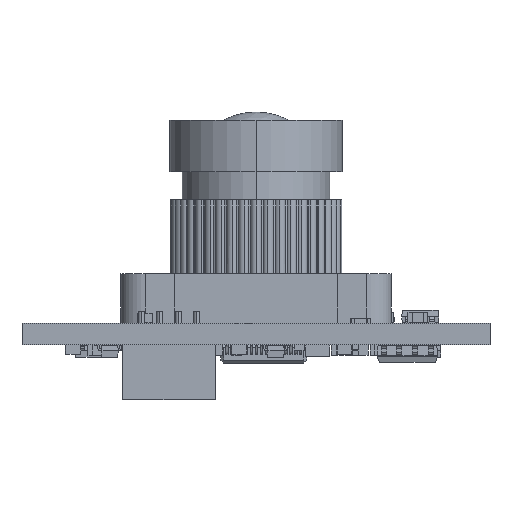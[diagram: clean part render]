
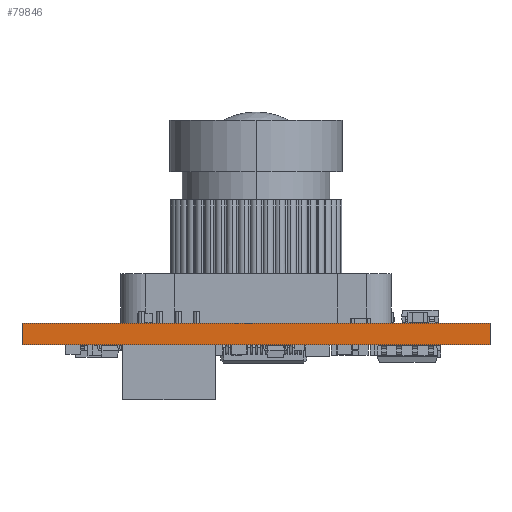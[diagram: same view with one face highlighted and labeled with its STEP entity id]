
A CAD part, front view. The second image highlights one B-rep face of the part: STEP entity #79846.
In plain terms, the highlighted planar face has unit normal (0, -1, 0).
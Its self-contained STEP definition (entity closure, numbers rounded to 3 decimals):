
#2166 = VERTEX_POINT ( 'NONE', #93894 ) ;
#17357 = DIRECTION ( 'NONE',  ( 0., 0., 1. ) ) ;
#28064 = LINE ( 'NONE', #167149, #301867 ) ;
#28937 = FACE_OUTER_BOUND ( 'NONE', #114037, .T. ) ;
#31248 = AXIS2_PLACEMENT_3D ( 'NONE', #226106, #83593, #284343 ) ;
#45572 = ORIENTED_EDGE ( 'NONE', *, *, #285309, .F. ) ;
#53502 = PLANE ( 'NONE',  #31248 ) ;
#64379 = VECTOR ( 'NONE', #17357, 1000. ) ;
#77538 = CARTESIAN_POINT ( 'NONE',  ( 19., -19., -1.742 ) ) ;
#79846 = ADVANCED_FACE ( 'NONE', ( #28937 ), #53502, .T. ) ;
#83593 = DIRECTION ( 'NONE',  ( 0., -1., 0. ) ) ;
#93894 = CARTESIAN_POINT ( 'NONE',  ( 19., -19., -1.742 ) ) ;
#102247 = VERTEX_POINT ( 'NONE', #333042 ) ;
#105747 = VECTOR ( 'NONE', #345651, 1000. ) ;
#111147 = LINE ( 'NONE', #197416, #105747 ) ;
#114037 = EDGE_LOOP ( 'NONE', ( #368718, #266111, #45572, #181287 ) ) ;
#119811 = LINE ( 'NONE', #324360, #355636 ) ;
#130477 = EDGE_CURVE ( 'NONE', #2166, #102247, #165717, .T. ) ;
#142659 = DIRECTION ( 'NONE',  ( 0., 0., 1. ) ) ;
#149796 = DIRECTION ( 'NONE',  ( -1., 0., 0. ) ) ;
#165717 = LINE ( 'NONE', #77538, #64379 ) ;
#167149 = CARTESIAN_POINT ( 'NONE',  ( -19., -19., -1.742 ) ) ;
#181287 = ORIENTED_EDGE ( 'NONE', *, *, #325947, .F. ) ;
#187271 = EDGE_CURVE ( 'NONE', #102247, #263087, #119811, .T. ) ;
#192222 = CARTESIAN_POINT ( 'NONE',  ( -19., -19., 0. ) ) ;
#197416 = CARTESIAN_POINT ( 'NONE',  ( 19., -19., -1.742 ) ) ;
#226106 = CARTESIAN_POINT ( 'NONE',  ( 19., -19., -1.742 ) ) ;
#263087 = VERTEX_POINT ( 'NONE', #192222 ) ;
#266111 = ORIENTED_EDGE ( 'NONE', *, *, #187271, .T. ) ;
#284343 = DIRECTION ( 'NONE',  ( 0., 0., -1. ) ) ;
#285309 = EDGE_CURVE ( 'NONE', #363131, #263087, #28064, .T. ) ;
#301867 = VECTOR ( 'NONE', #142659, 1000. ) ;
#324360 = CARTESIAN_POINT ( 'NONE',  ( 19., -19., 0. ) ) ;
#325947 = EDGE_CURVE ( 'NONE', #2166, #363131, #111147, .T. ) ;
#333042 = CARTESIAN_POINT ( 'NONE',  ( 19., -19., 0. ) ) ;
#345651 = DIRECTION ( 'NONE',  ( -1., 0., 0. ) ) ;
#355636 = VECTOR ( 'NONE', #149796, 1000. ) ;
#363131 = VERTEX_POINT ( 'NONE', #363637 ) ;
#363637 = CARTESIAN_POINT ( 'NONE',  ( -19., -19., -1.742 ) ) ;
#368718 = ORIENTED_EDGE ( 'NONE', *, *, #130477, .T. ) ;
